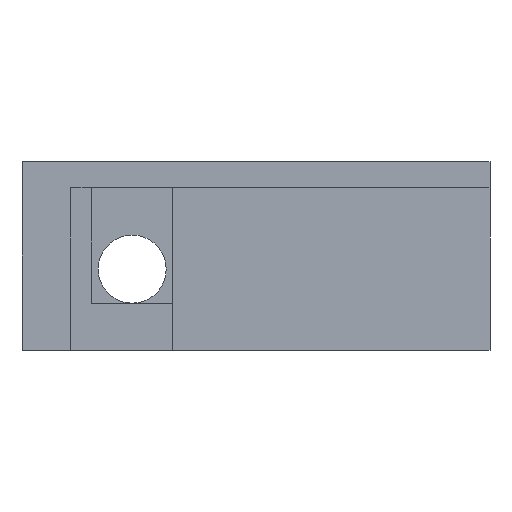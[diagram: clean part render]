
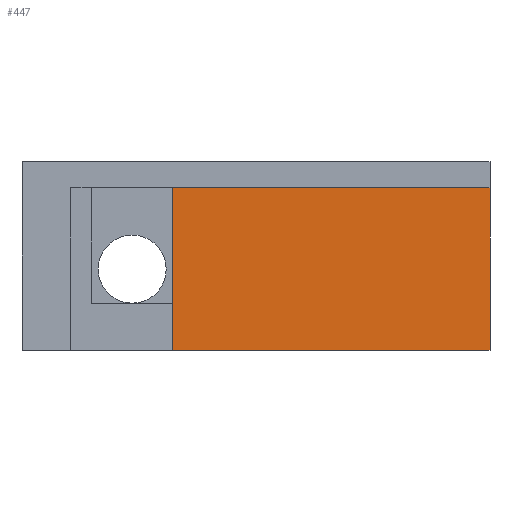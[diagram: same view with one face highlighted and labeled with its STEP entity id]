
A CAD part, front view. The second image highlights one B-rep face of the part: STEP entity #447.
In plain terms, the highlighted planar face has unit normal (0, -1, 0).
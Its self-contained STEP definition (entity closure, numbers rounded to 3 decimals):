
#156 = VERTEX_POINT('',#157);
#157 = CARTESIAN_POINT('',(-80.706,-20.008,0.));
#163 = EDGE_CURVE('',#156,#164,#166,.T.);
#164 = VERTEX_POINT('',#165);
#165 = CARTESIAN_POINT('',(-56.506,-20.008,0.));
#166 = LINE('',#167,#168);
#167 = CARTESIAN_POINT('',(-80.706,-20.008,0.));
#168 = VECTOR('',#169,1.);
#169 = DIRECTION('',(1.,-0.,0.));
#447 = ADVANCED_FACE('',(#448),#473,.T.);
#448 = FACE_BOUND('',#449,.F.);
#449 = EDGE_LOOP('',(#450,#458,#466,#472));
#450 = ORIENTED_EDGE('',*,*,#451,.T.);
#451 = EDGE_CURVE('',#156,#452,#454,.T.);
#452 = VERTEX_POINT('',#453);
#453 = CARTESIAN_POINT('',(-80.706,-20.008,12.4));
#454 = LINE('',#455,#456);
#455 = CARTESIAN_POINT('',(-80.706,-20.008,0.));
#456 = VECTOR('',#457,1.);
#457 = DIRECTION('',(0.,0.,1.));
#458 = ORIENTED_EDGE('',*,*,#459,.T.);
#459 = EDGE_CURVE('',#452,#460,#462,.T.);
#460 = VERTEX_POINT('',#461);
#461 = CARTESIAN_POINT('',(-56.506,-20.008,12.4));
#462 = LINE('',#463,#464);
#463 = CARTESIAN_POINT('',(-80.706,-20.008,12.4));
#464 = VECTOR('',#465,1.);
#465 = DIRECTION('',(1.,-0.,0.));
#466 = ORIENTED_EDGE('',*,*,#467,.F.);
#467 = EDGE_CURVE('',#164,#460,#468,.T.);
#468 = LINE('',#469,#470);
#469 = CARTESIAN_POINT('',(-56.506,-20.008,0.));
#470 = VECTOR('',#471,1.);
#471 = DIRECTION('',(0.,0.,1.));
#472 = ORIENTED_EDGE('',*,*,#163,.F.);
#473 = PLANE('',#474);
#474 = AXIS2_PLACEMENT_3D('',#475,#476,#477);
#475 = CARTESIAN_POINT('',(-80.706,-20.008,0.));
#476 = DIRECTION('',(0.,-1.,0.));
#477 = DIRECTION('',(-1.,0.,0.));
